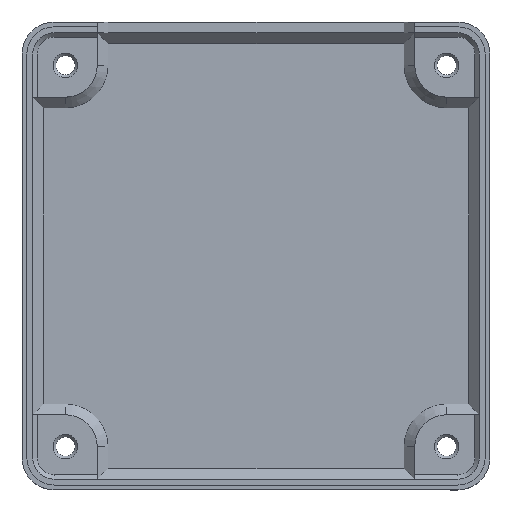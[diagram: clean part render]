
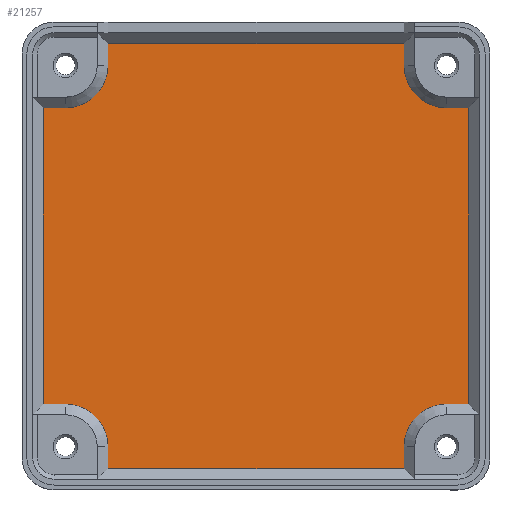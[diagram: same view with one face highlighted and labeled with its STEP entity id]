
A CAD part, top view. The second image highlights one B-rep face of the part: STEP entity #21257.
In plain terms, the highlighted planar face has unit normal (0, 0, 1).
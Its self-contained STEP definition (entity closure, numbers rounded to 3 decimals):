
#1721=CIRCLE('',#22486,7.942);
#1723=CIRCLE('',#22494,7.942);
#1725=CIRCLE('',#22497,7.942);
#1727=CIRCLE('',#22503,7.942);
#1901=FACE_OUTER_BOUND('',#3177,.T.);
#3177=EDGE_LOOP('',(#15255,#15256,#15257,#15258,#15259,#15260,#15261,#15262,
#15263,#15264,#15265,#15266,#15267,#15268,#15269,#15270));
#4871=LINE('',#30453,#7017);
#4873=LINE('',#30457,#7019);
#4878=LINE('',#30466,#7024);
#4882=LINE('',#30474,#7028);
#4886=LINE('',#30485,#7032);
#4887=LINE('',#30488,#7033);
#4890=LINE('',#30494,#7036);
#4893=LINE('',#30499,#7039);
#4897=LINE('',#30506,#7043);
#4900=LINE('',#30518,#7046);
#4901=LINE('',#30520,#7047);
#4902=LINE('',#30523,#7048);
#7017=VECTOR('',#23939,10.);
#7019=VECTOR('',#23943,10.);
#7024=VECTOR('',#23950,10.);
#7028=VECTOR('',#23956,10.);
#7032=VECTOR('',#23968,10.);
#7033=VECTOR('',#23971,10.);
#7036=VECTOR('',#23976,10.);
#7039=VECTOR('',#23981,10.);
#7043=VECTOR('',#23987,10.);
#7046=VECTOR('',#24004,10.);
#7047=VECTOR('',#24007,10.);
#7048=VECTOR('',#24010,10.);
#9503=VERTEX_POINT('',#30450);
#9504=VERTEX_POINT('',#30452);
#9505=VERTEX_POINT('',#30456);
#9507=VERTEX_POINT('',#30463);
#9508=VERTEX_POINT('',#30465);
#9510=VERTEX_POINT('',#30471);
#9511=VERTEX_POINT('',#30473);
#9513=VERTEX_POINT('',#30478);
#9514=VERTEX_POINT('',#30480);
#9515=VERTEX_POINT('',#30487);
#9517=VERTEX_POINT('',#30493);
#9518=VERTEX_POINT('',#30498);
#9520=VERTEX_POINT('',#30504);
#9521=VERTEX_POINT('',#30508);
#9522=VERTEX_POINT('',#30513);
#9523=VERTEX_POINT('',#30522);
#11731=EDGE_CURVE('',#9503,#9504,#4871,.T.);
#11733=EDGE_CURVE('',#9504,#9505,#4873,.T.);
#11738=EDGE_CURVE('',#9507,#9508,#4878,.T.);
#11742=EDGE_CURVE('',#9510,#9511,#4882,.T.);
#11745=EDGE_CURVE('',#9513,#9514,#1721,.T.);
#11748=EDGE_CURVE('',#9514,#9510,#4886,.T.);
#11749=EDGE_CURVE('',#9515,#9513,#4887,.T.);
#11752=EDGE_CURVE('',#9517,#9515,#4890,.T.);
#11755=EDGE_CURVE('',#9511,#9518,#4893,.T.);
#11759=EDGE_CURVE('',#9520,#9517,#4897,.T.);
#11760=EDGE_CURVE('',#9518,#9521,#1723,.T.);
#11764=EDGE_CURVE('',#9522,#9520,#1725,.T.);
#11766=EDGE_CURVE('',#9521,#9507,#4900,.T.);
#11767=EDGE_CURVE('',#9505,#9522,#4901,.T.);
#11768=EDGE_CURVE('',#9508,#9523,#4902,.T.);
#11771=EDGE_CURVE('',#9523,#9503,#1727,.T.);
#15255=ORIENTED_EDGE('',*,*,#11745,.F.);
#15256=ORIENTED_EDGE('',*,*,#11749,.F.);
#15257=ORIENTED_EDGE('',*,*,#11752,.F.);
#15258=ORIENTED_EDGE('',*,*,#11759,.F.);
#15259=ORIENTED_EDGE('',*,*,#11764,.F.);
#15260=ORIENTED_EDGE('',*,*,#11767,.F.);
#15261=ORIENTED_EDGE('',*,*,#11733,.F.);
#15262=ORIENTED_EDGE('',*,*,#11731,.F.);
#15263=ORIENTED_EDGE('',*,*,#11771,.F.);
#15264=ORIENTED_EDGE('',*,*,#11768,.F.);
#15265=ORIENTED_EDGE('',*,*,#11738,.F.);
#15266=ORIENTED_EDGE('',*,*,#11766,.F.);
#15267=ORIENTED_EDGE('',*,*,#11760,.F.);
#15268=ORIENTED_EDGE('',*,*,#11755,.F.);
#15269=ORIENTED_EDGE('',*,*,#11742,.F.);
#15270=ORIENTED_EDGE('',*,*,#11748,.F.);
#20592=PLANE('',#22510);
#21257=ADVANCED_FACE('',(#1901),#20592,.T.);
#22486=AXIS2_PLACEMENT_3D('',#30481,#23961,#23962);
#22494=AXIS2_PLACEMENT_3D('',#30509,#23990,#23991);
#22497=AXIS2_PLACEMENT_3D('',#30515,#23998,#23999);
#22503=AXIS2_PLACEMENT_3D('',#30528,#24015,#24016);
#22510=AXIS2_PLACEMENT_3D('',#30538,#24032,#24033);
#23939=DIRECTION('',(0.,1.,0.));
#23943=DIRECTION('',(1.,0.,0.));
#23950=DIRECTION('',(0.,1.,0.));
#23956=DIRECTION('',(-1.,0.,0.));
#23961=DIRECTION('center_axis',(0.,0.,
1.));
#23962=DIRECTION('ref_axis',(0.,1.,0.));
#23968=DIRECTION('',(0.,-1.,0.));
#23971=DIRECTION('',(-1.,0.,0.));
#23976=DIRECTION('',(0.,-1.,0.));
#23981=DIRECTION('',(0.,1.,0.));
#23987=DIRECTION('',(1.,0.,0.));
#23990=DIRECTION('center_axis',(0.,0.,
1.));
#23991=DIRECTION('ref_axis',(1.,0.,0.));
#23998=DIRECTION('center_axis',(0.,0.,
1.));
#23999=DIRECTION('ref_axis',(-1.,0.,0.));
#24004=DIRECTION('',(-1.,0.,0.));
#24007=DIRECTION('',(0.,-1.,0.));
#24010=DIRECTION('',(1.,0.,0.));
#24015=DIRECTION('center_axis',(0.,0.,
1.));
#24016=DIRECTION('ref_axis',(0.,-1.,0.));
#24032=DIRECTION('center_axis',(0.,0.,
1.));
#24033=DIRECTION('ref_axis',(1.,0.,0.));
#30450=CARTESIAN_POINT('',(-27.574,35.736,0.));
#30452=CARTESIAN_POINT('',(-27.574,39.816,0.));
#30453=CARTESIAN_POINT('',(-27.574,20.596,0.));
#30456=CARTESIAN_POINT('',(27.662,39.816,0.));
#30457=CARTESIAN_POINT('',(-14.765,39.816,0.));
#30463=CARTESIAN_POINT('',(-39.596,-27.442,0.));
#30465=CARTESIAN_POINT('',(-39.596,27.795,0.));
#30466=CARTESIAN_POINT('',(-39.596,-18.644,0.));
#30471=CARTESIAN_POINT('',(27.662,-39.464,0.));
#30473=CARTESIAN_POINT('',(-27.574,-39.464,0.));
#30474=CARTESIAN_POINT('',(18.864,-39.464,0.));
#30478=CARTESIAN_POINT('',(35.604,-27.442,0.));
#30480=CARTESIAN_POINT('',(27.662,-35.384,0.));
#30481=CARTESIAN_POINT('Origin',(35.604,-35.384,0.));
#30485=CARTESIAN_POINT('',(27.662,-20.244,0.));
#30487=CARTESIAN_POINT('',(39.684,-27.442,0.));
#30488=CARTESIAN_POINT('',(20.864,-27.442,0.));
#30493=CARTESIAN_POINT('',(39.684,27.795,0.));
#30494=CARTESIAN_POINT('',(39.684,18.996,0.));
#30498=CARTESIAN_POINT('',(-27.574,-35.384,0.));
#30499=CARTESIAN_POINT('',(-27.574,-20.644,0.));
#30504=CARTESIAN_POINT('',(35.604,27.795,0.));
#30506=CARTESIAN_POINT('',(20.464,27.795,0.));
#30508=CARTESIAN_POINT('',(-35.516,-27.442,0.));
#30509=CARTESIAN_POINT('Origin',(-35.516,-35.384,0.));
#30513=CARTESIAN_POINT('',(27.662,35.736,0.));
#30515=CARTESIAN_POINT('Origin',(35.604,35.736,0.));
#30518=CARTESIAN_POINT('',(-20.376,-27.442,0.));
#30520=CARTESIAN_POINT('',(27.662,20.996,0.));
#30522=CARTESIAN_POINT('',(-35.516,27.795,0.));
#30523=CARTESIAN_POINT('',(-20.776,27.795,0.));
#30528=CARTESIAN_POINT('Origin',(-35.516,35.736,0.));
#30538=CARTESIAN_POINT('Origin',(0.044,0.176,0.));
